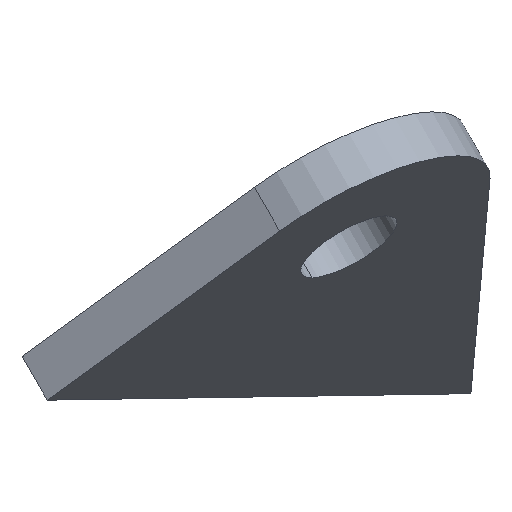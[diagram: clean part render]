
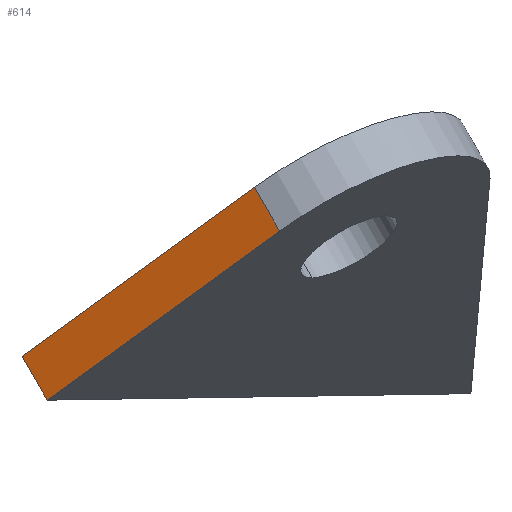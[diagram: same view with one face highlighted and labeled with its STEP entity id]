
A CAD part, top view. The second image highlights one B-rep face of the part: STEP entity #614.
In plain terms, the highlighted planar face has unit normal (-0.431, 0.096, 0.897).
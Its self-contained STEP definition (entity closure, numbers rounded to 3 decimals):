
#24 = VERTEX_POINT('',#25);
#25 = CARTESIAN_POINT('',(-27.06,-14.754,9.879
    ));
#32 = PLANE('',#33);
#33 = AXIS2_PLACEMENT_3D('',#34,#35,#36);
#34 = CARTESIAN_POINT('',(-20.751,-25.73,
    -28.393));
#35 = DIRECTION('',(-0.472,0.824,-0.314));
#36 = DIRECTION('',(0.676,0.566,0.472));
#44 = PLANE('',#45);
#45 = AXIS2_PLACEMENT_3D('',#46,#47,#48);
#46 = CARTESIAN_POINT('',(12.592,-14.047,
    -47.803));
#47 = DIRECTION('',(-0.676,-0.566,-0.472));
#48 = DIRECTION('',(-0.566,-0.01,0.824)
  );
#56 = EDGE_CURVE('',#24,#57,#59,.T.);
#57 = VERTEX_POINT('',#58);
#58 = CARTESIAN_POINT('',(-5.297,1.042,18.647)
  );
#59 = SURFACE_CURVE('',#60,(#64,#71),.PCURVE_S1.);
#60 = LINE('',#61,#62);
#61 = CARTESIAN_POINT('',(-27.06,-14.754,9.879
    ));
#62 = VECTOR('',#63,1.);
#63 = DIRECTION('',(0.769,0.558,0.31));
#64 = PCURVE('',#32,#65);
#65 = DEFINITIONAL_REPRESENTATION('',(#66),#70);
#66 = LINE('',#67,#68);
#67 = CARTESIAN_POINT('',(20.,-35.));
#68 = VECTOR('',#69,1.);
#69 = DIRECTION('',(0.983,0.186));
#70 = ( GEOMETRIC_REPRESENTATION_CONTEXT(2) 
PARAMETRIC_REPRESENTATION_CONTEXT() REPRESENTATION_CONTEXT('2D SPACE',''
  ) );
#71 = PCURVE('',#72,#77);
#72 = PLANE('',#73);
#73 = AXIS2_PLACEMENT_3D('',#74,#75,#76);
#74 = CARTESIAN_POINT('',(-27.06,-14.754,9.879
    ));
#75 = DIRECTION('',(-0.431,0.095,0.897));
#76 = DIRECTION('',(0.769,0.558,0.31));
#77 = DEFINITIONAL_REPRESENTATION('',(#78),#82);
#78 = LINE('',#79,#80);
#79 = CARTESIAN_POINT('',(0.,0.));
#80 = VECTOR('',#81,1.);
#81 = DIRECTION('',(1.,0.));
#82 = ( GEOMETRIC_REPRESENTATION_CONTEXT(2) 
PARAMETRIC_REPRESENTATION_CONTEXT() REPRESENTATION_CONTEXT('2D SPACE',''
  ) );
#101 = CYLINDRICAL_SURFACE('',#102,15.);
#102 = AXIS2_PLACEMENT_3D('',#103,#104,#105);
#103 = CARTESIAN_POINT('',(1.165,-0.39,5.187
    ));
#104 = DIRECTION('',(-0.472,0.824,-0.314));
#105 = DIRECTION('',(0.676,0.566,0.472));
#347 = VERTEX_POINT('',#348);
#348 = CARTESIAN_POINT('',(-29.418,-10.634,8.308)
  );
#362 = PLANE('',#363);
#363 = AXIS2_PLACEMENT_3D('',#364,#365,#366);
#364 = CARTESIAN_POINT('',(-23.108,-21.61,
    -29.963));
#365 = DIRECTION('',(-0.472,0.824,-0.314));
#366 = DIRECTION('',(0.676,0.566,0.472));
#374 = EDGE_CURVE('',#24,#347,#375,.T.);
#375 = SURFACE_CURVE('',#376,(#380,#387),.PCURVE_S1.);
#376 = LINE('',#377,#378);
#377 = CARTESIAN_POINT('',(-27.06,-14.754,
    9.879));
#378 = VECTOR('',#379,1.);
#379 = DIRECTION('',(-0.472,0.824,-0.314));
#380 = PCURVE('',#44,#381);
#381 = DEFINITIONAL_REPRESENTATION('',(#382),#386);
#382 = LINE('',#383,#384);
#383 = CARTESIAN_POINT('',(70.,0.));
#384 = VECTOR('',#385,1.);
#385 = DIRECTION('',(0.,1.));
#386 = ( GEOMETRIC_REPRESENTATION_CONTEXT(2) 
PARAMETRIC_REPRESENTATION_CONTEXT() REPRESENTATION_CONTEXT('2D SPACE',''
  ) );
#387 = PCURVE('',#72,#388);
#388 = DEFINITIONAL_REPRESENTATION('',(#389),#393);
#389 = LINE('',#390,#391);
#390 = CARTESIAN_POINT('',(0.,0.));
#391 = VECTOR('',#392,1.);
#392 = DIRECTION('',(0.,1.));
#393 = ( GEOMETRIC_REPRESENTATION_CONTEXT(2) 
PARAMETRIC_REPRESENTATION_CONTEXT() REPRESENTATION_CONTEXT('2D SPACE',''
  ) );
#521 = VERTEX_POINT('',#522);
#522 = CARTESIAN_POINT('',(-7.655,5.162,
    17.077));
#570 = EDGE_CURVE('',#57,#521,#571,.T.);
#571 = SURFACE_CURVE('',#572,(#576,#605),.PCURVE_S1.);
#572 = LINE('',#573,#574);
#573 = CARTESIAN_POINT('',(-5.297,1.042,18.647
    ));
#574 = VECTOR('',#575,1.);
#575 = DIRECTION('',(-0.472,0.824,-0.314));
#576 = PCURVE('',#101,#577);
#577 = DEFINITIONAL_REPRESENTATION('',(#578),#604);
#578 = B_SPLINE_CURVE_WITH_KNOTS('',3,(#579,#580,#581,#582,#583,#584,
    #585,#586,#587,#588,#589,#590,#591,#592,#593,#594,#595,#596,#597,
    #598,#599,#600,#601,#602,#603),.UNSPECIFIED.,.F.,.F.,(4,1,1,1,1,1,1,
    1,1,1,1,1,1,1,1,1,1,1,1,1,1,1,4),(0.,0.227,0.455,
    0.682,0.909,1.136,1.364,
    1.591,1.818,2.045,2.273,2.5,
    2.727,2.955,3.182,3.409,
    3.636,3.864,4.091,4.318,
    4.545,4.773,5.),.QUASI_UNIFORM_KNOTS.);
#579 = CARTESIAN_POINT('',(4.9,0.));
#580 = CARTESIAN_POINT('',(4.9,0.076));
#581 = CARTESIAN_POINT('',(4.9,0.227));
#582 = CARTESIAN_POINT('',(4.9,0.455));
#583 = CARTESIAN_POINT('',(4.9,0.682));
#584 = CARTESIAN_POINT('',(4.9,0.909));
#585 = CARTESIAN_POINT('',(4.9,1.136));
#586 = CARTESIAN_POINT('',(4.9,1.364));
#587 = CARTESIAN_POINT('',(4.9,1.591));
#588 = CARTESIAN_POINT('',(4.9,1.818));
#589 = CARTESIAN_POINT('',(4.9,2.045));
#590 = CARTESIAN_POINT('',(4.9,2.273));
#591 = CARTESIAN_POINT('',(4.9,2.5));
#592 = CARTESIAN_POINT('',(4.9,2.727));
#593 = CARTESIAN_POINT('',(4.9,2.955));
#594 = CARTESIAN_POINT('',(4.9,3.182));
#595 = CARTESIAN_POINT('',(4.9,3.409));
#596 = CARTESIAN_POINT('',(4.9,3.636));
#597 = CARTESIAN_POINT('',(4.9,3.864));
#598 = CARTESIAN_POINT('',(4.9,4.091));
#599 = CARTESIAN_POINT('',(4.9,4.318));
#600 = CARTESIAN_POINT('',(4.9,4.545));
#601 = CARTESIAN_POINT('',(4.9,4.773));
#602 = CARTESIAN_POINT('',(4.9,4.924));
#603 = CARTESIAN_POINT('',(4.9,5.));
#604 = ( GEOMETRIC_REPRESENTATION_CONTEXT(2) 
PARAMETRIC_REPRESENTATION_CONTEXT() REPRESENTATION_CONTEXT('2D SPACE',''
  ) );
#605 = PCURVE('',#72,#606);
#606 = DEFINITIONAL_REPRESENTATION('',(#607),#611);
#607 = LINE('',#608,#609);
#608 = CARTESIAN_POINT('',(28.284,0.));
#609 = VECTOR('',#610,1.);
#610 = DIRECTION('',(0.,1.));
#611 = ( GEOMETRIC_REPRESENTATION_CONTEXT(2) 
PARAMETRIC_REPRESENTATION_CONTEXT() REPRESENTATION_CONTEXT('2D SPACE',''
  ) );
#614 = ADVANCED_FACE('',(#615),#72,.T.);
#615 = FACE_BOUND('',#616,.F.);
#616 = EDGE_LOOP('',(#617,#618,#619,#640));
#617 = ORIENTED_EDGE('',*,*,#56,.F.);
#618 = ORIENTED_EDGE('',*,*,#374,.T.);
#619 = ORIENTED_EDGE('',*,*,#620,.F.);
#620 = EDGE_CURVE('',#521,#347,#621,.T.);
#621 = SURFACE_CURVE('',#622,(#626,#633),.PCURVE_S1.);
#622 = LINE('',#623,#624);
#623 = CARTESIAN_POINT('',(-7.655,5.162,
    17.077));
#624 = VECTOR('',#625,1.);
#625 = DIRECTION('',(-0.769,-0.558,-0.31));
#626 = PCURVE('',#72,#627);
#627 = DEFINITIONAL_REPRESENTATION('',(#628),#632);
#628 = LINE('',#629,#630);
#629 = CARTESIAN_POINT('',(28.284,5.));
#630 = VECTOR('',#631,1.);
#631 = DIRECTION('',(-1.,0.));
#632 = ( GEOMETRIC_REPRESENTATION_CONTEXT(2) 
PARAMETRIC_REPRESENTATION_CONTEXT() REPRESENTATION_CONTEXT('2D SPACE',''
  ) );
#633 = PCURVE('',#362,#634);
#634 = DEFINITIONAL_REPRESENTATION('',(#635),#639);
#635 = LINE('',#636,#637);
#636 = CARTESIAN_POINT('',(47.791,-29.738));
#637 = VECTOR('',#638,1.);
#638 = DIRECTION('',(-0.983,-0.186));
#639 = ( GEOMETRIC_REPRESENTATION_CONTEXT(2) 
PARAMETRIC_REPRESENTATION_CONTEXT() REPRESENTATION_CONTEXT('2D SPACE',''
  ) );
#640 = ORIENTED_EDGE('',*,*,#570,.F.);
